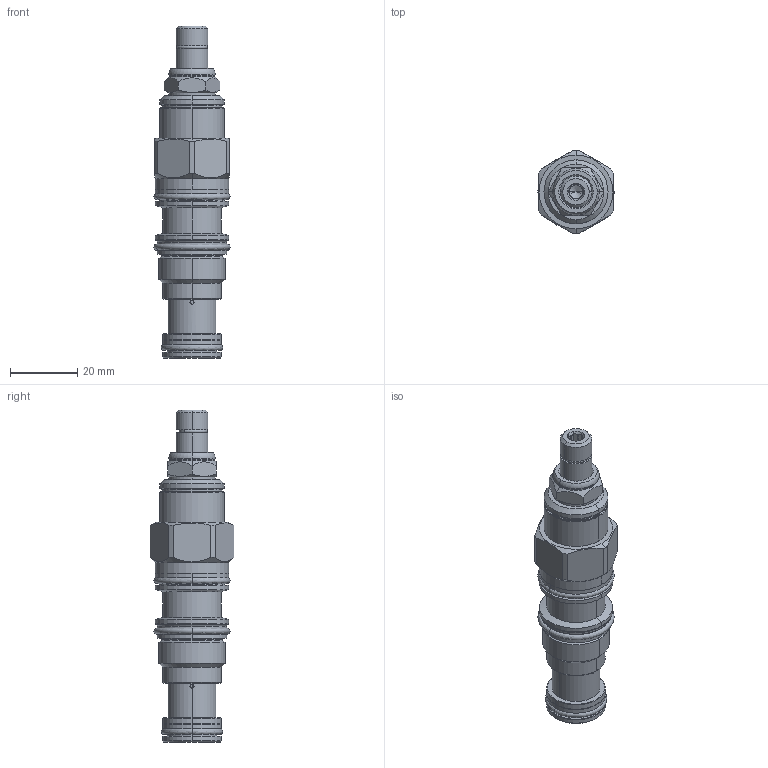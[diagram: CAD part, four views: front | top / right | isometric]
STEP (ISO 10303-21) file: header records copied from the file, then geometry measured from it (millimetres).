
FILE_DESCRIPTION((''),'2;1');
FILE_NAME('QPAD-LAN_PRT','2014-10-27T',('Administrator'),(''),'PRO/ENGINEER BY PARAMETRIC TECHNOLOGY CORPORATION, 2006240','PRO/ENGINEER BY PARAMETRIC TECHNOLOGY CORPORATION, 2006240','');
FILE_SCHEMA(('CONFIG_CONTROL_DESIGN'));
Length unit declared in the file: inch
Products named in the file (1): QPAD-LAN_PRT
Bounding box: 22.55 x 24.84 x 98.4 mm (x, y, z)
Volume: 23839.1 mm3; surface area: 9301.9 mm2
Topology: 4 solids, 5 shells, 249 faces, 560 edges, 335 vertices
Faces by surface type: cylinder 89, plane 61, cone 50, torus 37, revolution 12
Entity records: 8582 total; most frequent: CARTESIAN_POINT 2894, DIRECTION 1262, ORIENTED_EDGE 1116, EDGE_CURVE 558, AXIS2_PLACEMENT_3D 531, VERTEX_POINT 335, CIRCLE 294, EDGE_LOOP 281
